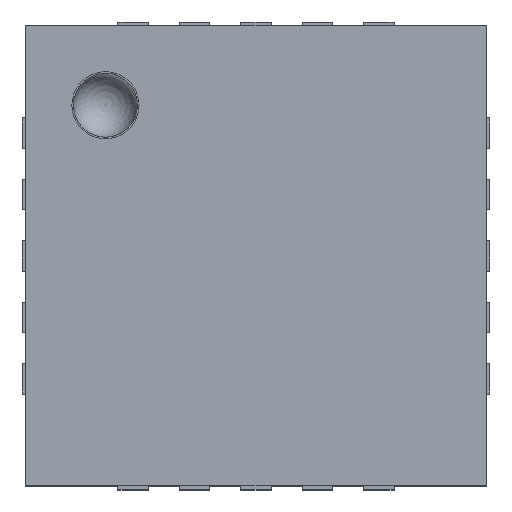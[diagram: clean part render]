
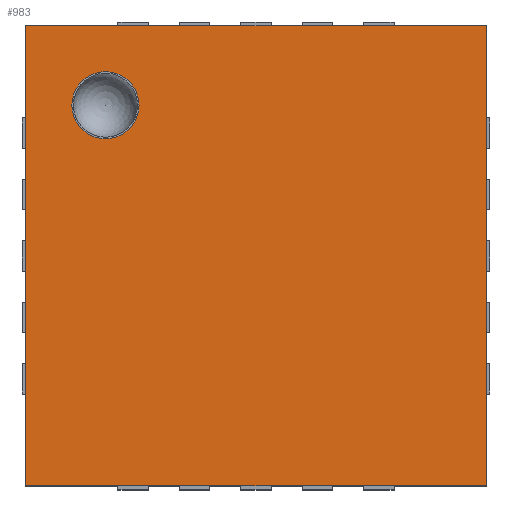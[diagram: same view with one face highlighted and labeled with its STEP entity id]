
A CAD part, top view. The second image highlights one B-rep face of the part: STEP entity #983.
In plain terms, the highlighted planar face has unit normal (0, 0, 1).
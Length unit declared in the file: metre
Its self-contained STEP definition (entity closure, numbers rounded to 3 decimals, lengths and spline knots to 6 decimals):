
#711 = EDGE_CURVE( '', #1741, #1742, #1743, .T. );
#827 = EDGE_CURVE( '', #1913, #1913, #1914, .T. );
#941 = EDGE_CURVE( '', #1759, #1742, #2080, .T. );
#983 = ADVANCED_FACE( '', ( #2136, #2137 ), #2138, .T. );
#1131 = EDGE_CURVE( '', #2327, #1759, #2328, .T. );
#1213 = EDGE_CURVE( '', #2327, #1741, #2424, .T. );
#1741 = VERTEX_POINT( '', #3101 );
#1742 = VERTEX_POINT( '', #3102 );
#1743 = LINE( '', #3103, #3104 );
#1759 = VERTEX_POINT( '', #3127 );
#1913 = VERTEX_POINT( '', #3343 );
#1914 = CIRCLE( '', #3344, 0.000219 );
#2080 = LINE( '', #3583, #3584 );
#2136 = FACE_OUTER_BOUND( '', #3668, .T. );
#2137 = FACE_BOUND( '', #3669, .T. );
#2138 = PLANE( '', #3670 );
#2327 = VERTEX_POINT( '', #3954 );
#2328 = LINE( '', #3955, #3956 );
#2424 = LINE( '', #4107, #4108 );
#3101 = CARTESIAN_POINT( '', ( 0.0015, -0.0015, 0.0009 ) );
#3102 = CARTESIAN_POINT( '', ( 0.0015, 0.0015, 0.0009 ) );
#3103 = CARTESIAN_POINT( '', ( 0.0015, -0.0015, 0.0009 ) );
#3104 = VECTOR( '', #4636, 1. );
#3127 = CARTESIAN_POINT( '', ( -0.0015, 0.0015, 0.0009 ) );
#3343 = CARTESIAN_POINT( '', ( -0.000763, 0.000981, 0.0009 ) );
#3344 = AXIS2_PLACEMENT_3D( '', #4855, #4856, #4857 );
#3583 = CARTESIAN_POINT( '', ( -0.0015, 0.0015, 0.0009 ) );
#3584 = VECTOR( '', #5052, 1. );
#3668 = EDGE_LOOP( '', ( #5116, #5117, #5118, #5119 ) );
#3669 = EDGE_LOOP( '', ( #5120 ) );
#3670 = AXIS2_PLACEMENT_3D( '', #5121, #5122, #5123 );
#3954 = CARTESIAN_POINT( '', ( -0.0015, -0.0015, 0.0009 ) );
#3955 = CARTESIAN_POINT( '', ( -0.0015, -0.0015, 0.0009 ) );
#3956 = VECTOR( '', #5377, 1. );
#4107 = CARTESIAN_POINT( '', ( -0.0015, -0.0015, 0.0009 ) );
#4108 = VECTOR( '', #5507, 1. );
#4636 = DIRECTION( '', ( 0., 1., 0. ) );
#4855 = CARTESIAN_POINT( '', ( -0.000981, 0.000981, 0.0009 ) );
#4856 = DIRECTION( '', ( 0., 0., 1. ) );
#4857 = DIRECTION( '', ( 1., 0., 0. ) );
#5052 = DIRECTION( '', ( 1., 0., 0. ) );
#5116 = ORIENTED_EDGE( '', *, *, #1131, .F. );
#5117 = ORIENTED_EDGE( '', *, *, #1213, .T. );
#5118 = ORIENTED_EDGE( '', *, *, #711, .T. );
#5119 = ORIENTED_EDGE( '', *, *, #941, .F. );
#5120 = ORIENTED_EDGE( '', *, *, #827, .F. );
#5121 = CARTESIAN_POINT( '', ( -0.0015, -0.0015, 0.0009 ) );
#5122 = DIRECTION( '', ( 0., 0., 1. ) );
#5123 = DIRECTION( '', ( 1., 0., 0. ) );
#5377 = DIRECTION( '', ( 0., 1., 0. ) );
#5507 = DIRECTION( '', ( 1., 0., 0. ) );
